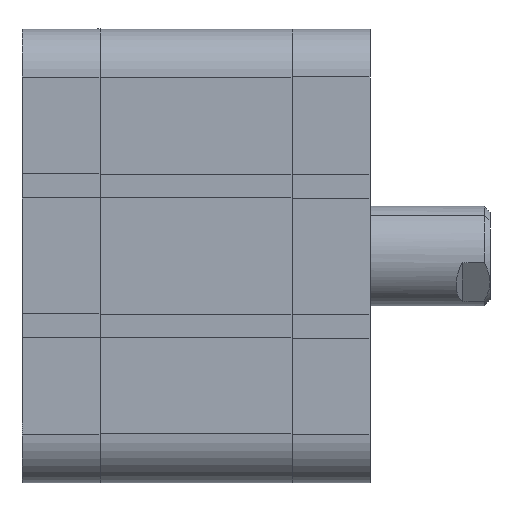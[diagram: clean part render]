
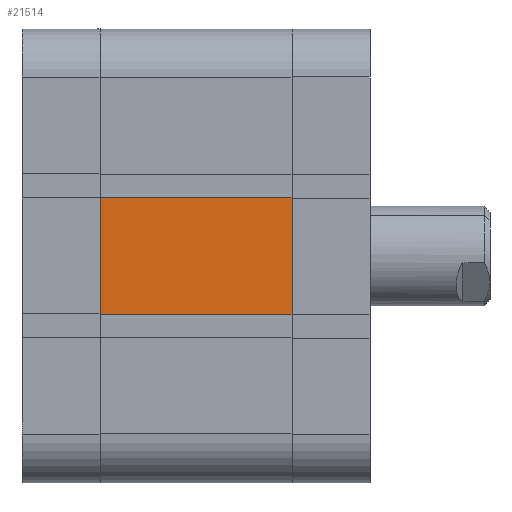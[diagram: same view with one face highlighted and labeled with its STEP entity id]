
A CAD part, front view. The second image highlights one B-rep face of the part: STEP entity #21514.
In plain terms, the highlighted planar face has unit normal (0, -1, 0).
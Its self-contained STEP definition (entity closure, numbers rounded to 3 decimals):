
#384 = LINE ( 'NONE', #530, #4339 ) ;
#530 = CARTESIAN_POINT ( 'NONE',  ( 0., -56.75, -56.75 ) ) ;
#1046 = LINE ( 'NONE', #18073, #29392 ) ;
#2176 = EDGE_CURVE ( 'NONE', #6544, #6095, #19128, .T. ) ;
#2564 = CARTESIAN_POINT ( 'NONE',  ( 48.001, -56.75, 14.7 ) ) ;
#3116 = DIRECTION ( 'NONE',  ( 0., 0., 1. ) ) ;
#3270 = FACE_OUTER_BOUND ( 'NONE', #8188, .T. ) ;
#3692 = ORIENTED_EDGE ( 'NONE', *, *, #8618, .T. ) ;
#4152 = ORIENTED_EDGE ( 'NONE', *, *, #6636, .F. ) ;
#4339 = VECTOR ( 'NONE', #18455, 1000. ) ;
#5414 = ORIENTED_EDGE ( 'NONE', *, *, #2176, .T. ) ;
#5488 = DIRECTION ( 'NONE',  ( 0., 0., -1. ) ) ;
#6095 = VERTEX_POINT ( 'NONE', #27114 ) ;
#6544 = VERTEX_POINT ( 'NONE', #29497 ) ;
#6636 = EDGE_CURVE ( 'NONE', #6544, #29844, #15442, .T. ) ;
#8188 = EDGE_LOOP ( 'NONE', ( #5414, #3692, #17454, #4152 ) ) ;
#8217 = VECTOR ( 'NONE', #12379, 1000. ) ;
#8618 = EDGE_CURVE ( 'NONE', #6095, #20756, #384, .T. ) ;
#10451 = CARTESIAN_POINT ( 'NONE',  ( 48., -56.75, -14.7 ) ) ;
#10671 = CARTESIAN_POINT ( 'NONE',  ( 48., -56.75, -56.75 ) ) ;
#11123 = VECTOR ( 'NONE', #5488, 1000. ) ;
#12032 = AXIS2_PLACEMENT_3D ( 'NONE', #10671, #25168, #3116 ) ;
#12379 = DIRECTION ( 'NONE',  ( -1., 0., 0. ) ) ;
#12736 = CARTESIAN_POINT ( 'NONE',  ( 0., -56.75, -14.7 ) ) ;
#15442 = LINE ( 'NONE', #30431, #11123 ) ;
#17454 = ORIENTED_EDGE ( 'NONE', *, *, #19156, .F. ) ;
#18073 = CARTESIAN_POINT ( 'NONE',  ( 48.001, -56.75, -14.7 ) ) ;
#18455 = DIRECTION ( 'NONE',  ( 0., 0., -1. ) ) ;
#19128 = LINE ( 'NONE', #2564, #8217 ) ;
#19156 = EDGE_CURVE ( 'NONE', #29844, #20756, #1046, .T. ) ;
#20756 = VERTEX_POINT ( 'NONE', #12736 ) ;
#20776 = PLANE ( 'NONE',  #12032 ) ;
#21514 = ADVANCED_FACE ( 'NONE', ( #3270 ), #20776, .F. ) ;
#25168 = DIRECTION ( 'NONE',  ( 0., 1., 0. ) ) ;
#27114 = CARTESIAN_POINT ( 'NONE',  ( 0., -56.75, 14.7 ) ) ;
#27922 = DIRECTION ( 'NONE',  ( -1., 0., 0. ) ) ;
#29392 = VECTOR ( 'NONE', #27922, 1000. ) ;
#29497 = CARTESIAN_POINT ( 'NONE',  ( 48., -56.75, 14.7 ) ) ;
#29844 = VERTEX_POINT ( 'NONE', #10451 ) ;
#30431 = CARTESIAN_POINT ( 'NONE',  ( 48., -56.75, -56.75 ) ) ;
